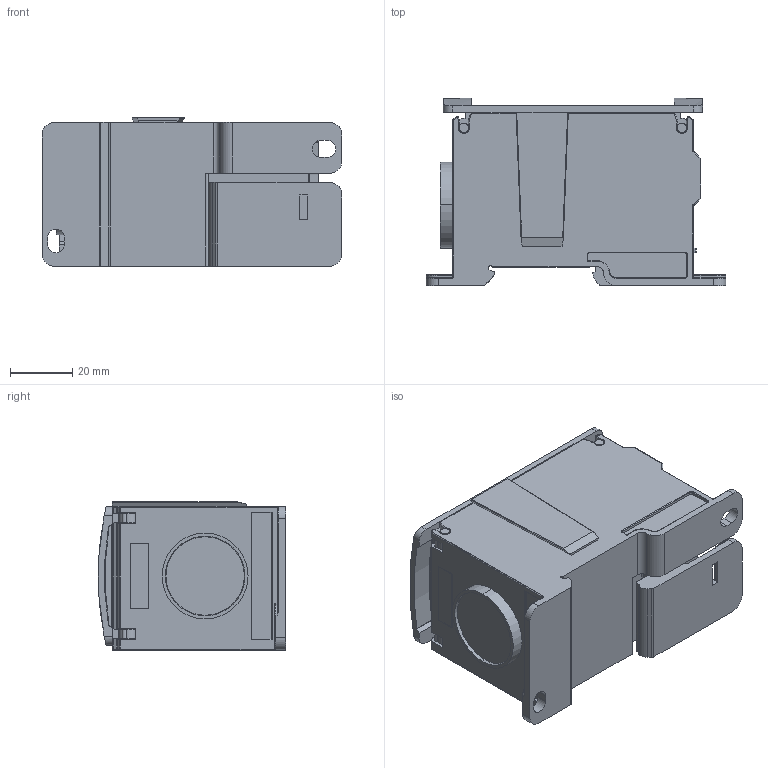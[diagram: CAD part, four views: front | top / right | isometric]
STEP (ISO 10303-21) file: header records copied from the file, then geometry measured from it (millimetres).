
FILE_DESCRIPTION (( 'STEP AP203' ), '1' );
FILE_NAME ('GPB2-335P1-11L.step', '2024-08-05T18:18:50', ( '' ), ( '' ), 'SwSTEP 2.0', 'SolidWorks 2023', '' );
FILE_SCHEMA (( 'CONFIG_CONTROL_DESIGN' ));
Length unit declared in the file: inch
Products named in the file (1): GPB2-335P1-11L
Bounding box: 96 x 60 x 47.5 mm (x, y, z)
Volume: 186531.7 mm3; surface area: 31965.8 mm2
Topology: 1 solids, 2 shells, 651 faces, 1696 edges, 1026 vertices
Faces by surface type: cylinder 299, plane 219, bspline 127, torus 4, cone 2
Entity records: 23544 total; most frequent: CARTESIAN_POINT 8193, ORIENTED_EDGE 3328, DIRECTION 3137, EDGE_CURVE 1664, AXIS2_PLACEMENT_3D 1134, VERTEX_POINT 1026, VECTOR 869, LINE 869
